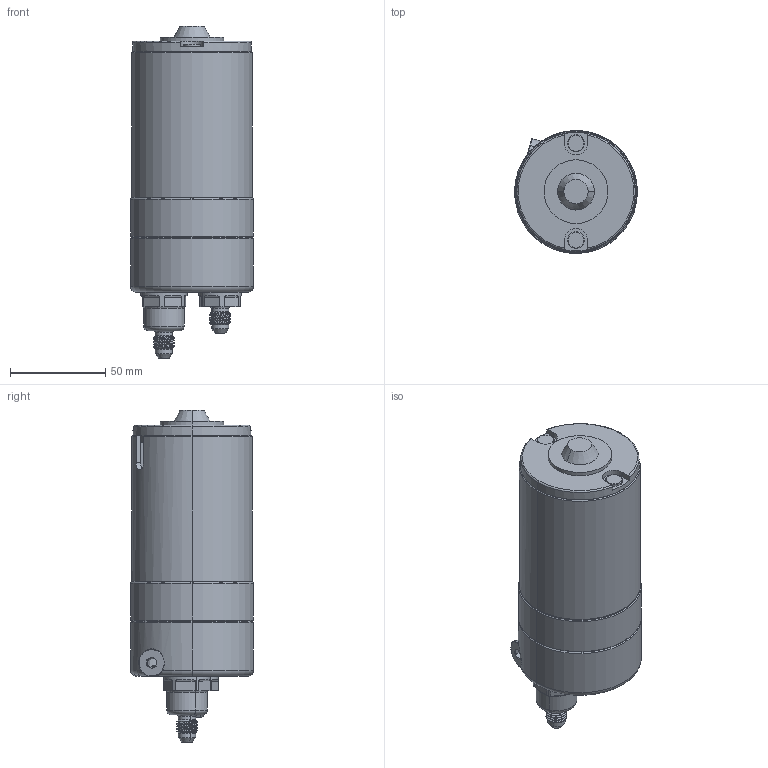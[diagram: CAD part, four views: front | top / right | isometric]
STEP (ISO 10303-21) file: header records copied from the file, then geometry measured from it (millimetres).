
FILE_DESCRIPTION (( 'STEP AP203' ), '1' );
FILE_NAME ('WP723_MODEL FOR WEB.STEP', '2021-09-10T23:04:03', ( '' ), ( '' ), 'SwSTEP 2.0', 'SolidWorks 2020', '' );
FILE_SCHEMA (( 'CONFIG_CONTROL_DESIGN' ));
Length unit declared in the file: inch
Products named in the file (1): WP723_MODEL FOR WEB
Bounding box: 64.52 x 64.52 x 174.29 mm (x, y, z)
Surface area: 47043.2 mm2 (no closed solid volume)
Topology: 0 solids, 14 shells, 232 faces, 640 edges, 422 vertices
Faces by surface type: cylinder 84, plane 79, cone 37, torus 26, bspline 6
Entity records: 10612 total; most frequent: CARTESIAN_POINT 4751, DIRECTION 1216, ORIENTED_EDGE 1171, EDGE_CURVE 640, AXIS2_PLACEMENT_3D 474, VERTEX_POINT 422, LINE 268, VECTOR 268
